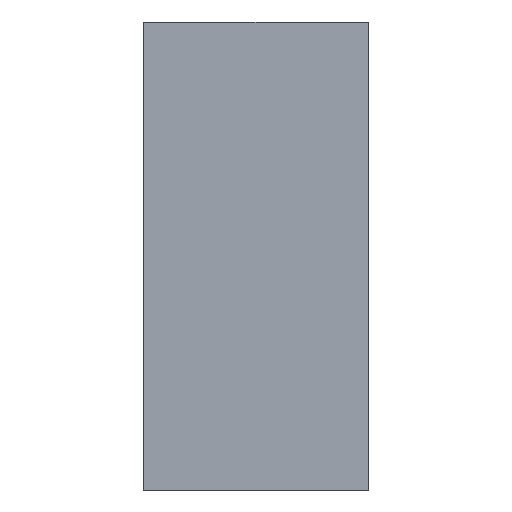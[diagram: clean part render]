
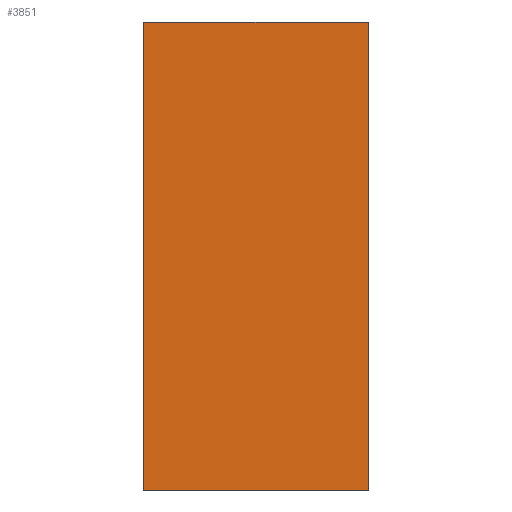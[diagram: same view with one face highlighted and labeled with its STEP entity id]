
A CAD part, left-side view. The second image highlights one B-rep face of the part: STEP entity #3851.
In plain terms, the highlighted free-form (B-spline) face has degree [1, 1] with [2, 2] control points.
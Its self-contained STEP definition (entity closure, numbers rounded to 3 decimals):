
#3724 = VERTEX_POINT('',#3725);
#3725 = CARTESIAN_POINT('',(-2.828,3.095,
    -0.049));
#3730 = EDGE_CURVE('',#3724,#3731,#3733,.T.);
#3731 = VERTEX_POINT('',#3732);
#3732 = CARTESIAN_POINT('',(-2.828,2.238,
    -0.049));
#3733 = B_SPLINE_CURVE_WITH_KNOTS('',1,(#3734,#3735),.UNSPECIFIED.,.F.,
  .F.,(2,2),(0.,0.6),.PIECEWISE_BEZIER_KNOTS.);
#3734 = CARTESIAN_POINT('',(-2.828,3.095,
    -0.049));
#3735 = CARTESIAN_POINT('',(-2.828,2.238,
    -0.049));
#3801 = VERTEX_POINT('',#3802);
#3802 = CARTESIAN_POINT('',(-2.828,2.238,
    -1.836));
#3807 = EDGE_CURVE('',#3808,#3801,#3810,.T.);
#3808 = VERTEX_POINT('',#3809);
#3809 = CARTESIAN_POINT('',(-2.828,3.095,
    -1.836));
#3810 = B_SPLINE_CURVE_WITH_KNOTS('',1,(#3811,#3812),.UNSPECIFIED.,.F.,
  .F.,(2,2),(0.,0.6),.PIECEWISE_BEZIER_KNOTS.);
#3811 = CARTESIAN_POINT('',(-2.828,3.095,
    -1.836));
#3812 = CARTESIAN_POINT('',(-2.828,2.238,
    -1.836));
#3851 = ADVANCED_FACE('',(#3852),#3866,.F.);
#3852 = FACE_BOUND('',#3853,.T.);
#3853 = EDGE_LOOP('',(#3854,#3859,#3860,#3865));
#3854 = ORIENTED_EDGE('',*,*,#3855,.T.);
#3855 = EDGE_CURVE('',#3801,#3731,#3856,.T.);
#3856 = B_SPLINE_CURVE_WITH_KNOTS('',1,(#3857,#3858),.UNSPECIFIED.,.F.,
  .F.,(2,2),(-0.625,0.625),.PIECEWISE_BEZIER_KNOTS.);
#3857 = CARTESIAN_POINT('',(-2.828,2.238,
    -1.836));
#3858 = CARTESIAN_POINT('',(-2.828,2.238,
    -0.049));
#3859 = ORIENTED_EDGE('',*,*,#3730,.F.);
#3860 = ORIENTED_EDGE('',*,*,#3861,.F.);
#3861 = EDGE_CURVE('',#3808,#3724,#3862,.T.);
#3862 = B_SPLINE_CURVE_WITH_KNOTS('',1,(#3863,#3864),.UNSPECIFIED.,.F.,
  .F.,(2,2),(-0.625,0.625),.PIECEWISE_BEZIER_KNOTS.);
#3863 = CARTESIAN_POINT('',(-2.828,3.095,
    -1.836));
#3864 = CARTESIAN_POINT('',(-2.828,3.095,
    -0.049));
#3865 = ORIENTED_EDGE('',*,*,#3807,.T.);
#3866 = B_SPLINE_SURFACE_WITH_KNOTS('',1,1,(
    (#3867,#3868)
    ,(#3869,#3870
  )),.UNSPECIFIED.,.F.,.F.,.F.,(2,2),(2,2),(-0.625,0.625),(-0.6,0.),
  .PIECEWISE_BEZIER_KNOTS.);
#3867 = CARTESIAN_POINT('',(-2.828,2.238,
    -0.049));
#3868 = CARTESIAN_POINT('',(-2.828,3.095,
    -0.049));
#3869 = CARTESIAN_POINT('',(-2.828,2.238,
    -1.836));
#3870 = CARTESIAN_POINT('',(-2.828,3.095,
    -1.836));
